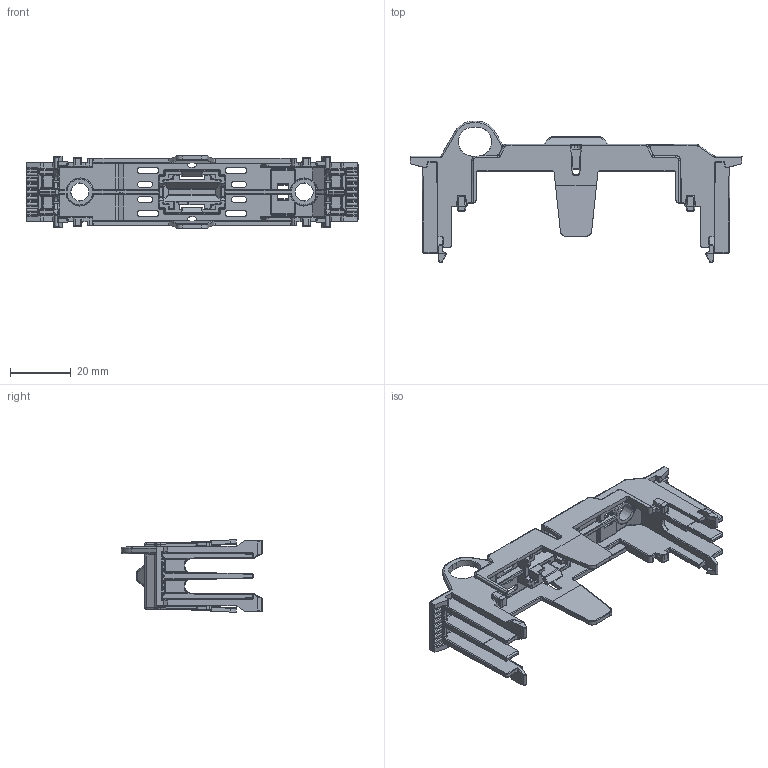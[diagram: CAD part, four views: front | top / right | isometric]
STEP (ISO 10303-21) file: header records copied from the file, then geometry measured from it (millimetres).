
FILE_DESCRIPTION (( 'STEP AP214' ), '1' );
FILE_NAME ('CVRI-J-60030.step', '2016-05-31T19:50:43', ( '' ), ( '' ), 'SwSTEP 2.0', 'SolidWorks 2016', '' );
FILE_SCHEMA (( 'AUTOMOTIVE_DESIGN' ));
Length unit declared in the file: inch
Products named in the file (1): CVRI-J-60030
Bounding box: 109.58 x 46.65 x 23.99 mm (x, y, z)
Volume: 11273.5 mm3; surface area: 15225 mm2
Topology: 1 solids, 1 shells, 2037 faces, 4903 edges, 2809 vertices
Faces by surface type: cylinder 912, bspline 708, plane 407, cone 10
Entity records: 100609 total; most frequent: CARTESIAN_POINT 32817, ORIENTED_EDGE 9706, DIRECTION 7214, EDGE_CURVE 4853, VERTEX_POINT 2809, AXIS2_PLACEMENT_3D 2545, VECTOR 2124, LINE 2124
